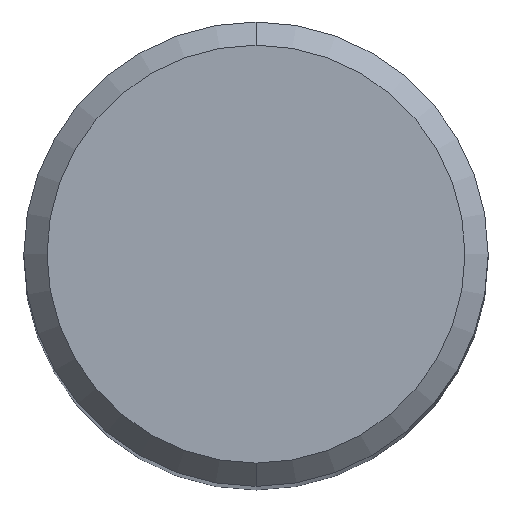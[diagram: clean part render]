
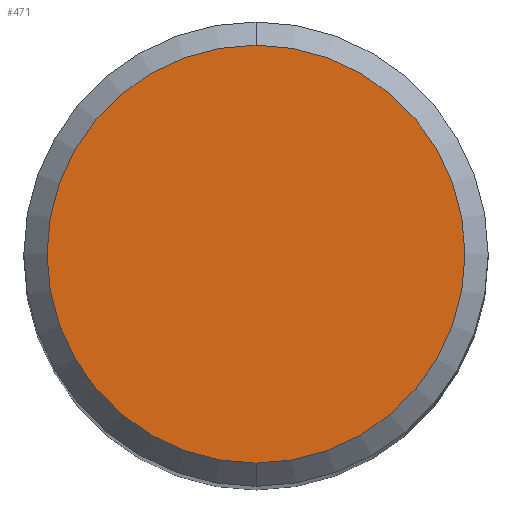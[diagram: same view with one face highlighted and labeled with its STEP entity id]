
A CAD part, top view. The second image highlights one B-rep face of the part: STEP entity #471.
In plain terms, the highlighted planar face has unit normal (0, 0, 1).
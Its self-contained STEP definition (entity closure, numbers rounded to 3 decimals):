
#425=EDGE_CURVE('',#745,#445,#1004,.T.);
#445=VERTEX_POINT('',#1025);
#471=ADVANCED_FACE('',(#1055),#1056,.T.);
#563=EDGE_CURVE('',#445,#745,#1154,.T.);
#745=VERTEX_POINT('',#1358);
#1004=CIRCLE('',#2503,3.6);
#1025=CARTESIAN_POINT('',(0.0,3.6,0.0));
#1055=FACE_OUTER_BOUND('',#2675,.T.);
#1056=PLANE('',#2676);
#1154=CIRCLE('',#3058,3.6);
#1358=CARTESIAN_POINT('',(0.,-3.6,0.0));
#2503=AXIS2_PLACEMENT_3D('',#5832,#5833,#5834);
#2675=EDGE_LOOP('',(#5897,#5898));
#2676=AXIS2_PLACEMENT_3D('',#5899,#5900,#5901);
#3058=AXIS2_PLACEMENT_3D('',#5981,#5982,#5983);
#5832=CARTESIAN_POINT('',(0.0,0.0,0.0));
#5833=DIRECTION('',(0.0,0.0,-1.0));
#5834=DIRECTION('',(0.0,1.0,0.0));
#5897=ORIENTED_EDGE('',*,*,#563,.F.);
#5898=ORIENTED_EDGE('',*,*,#425,.F.);
#5899=CARTESIAN_POINT('',(0.0,1.8,0.0));
#5900=DIRECTION('',(-0.0,0.0,1.0));
#5901=DIRECTION('',(0.0,-1.0,0.0));
#5981=CARTESIAN_POINT('',(0.0,0.0,0.0));
#5982=DIRECTION('',(0.0,0.0,-1.0));
#5983=DIRECTION('',(0.0,1.0,0.0));
